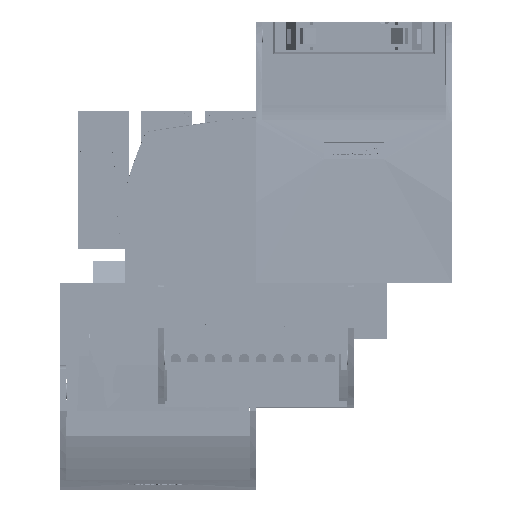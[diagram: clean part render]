
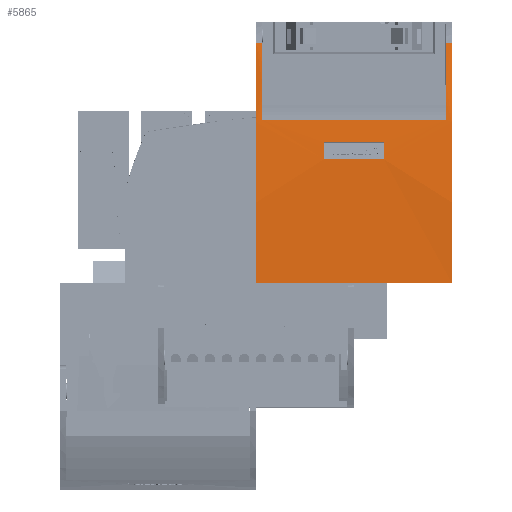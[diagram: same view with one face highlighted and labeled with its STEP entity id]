
A CAD part, top view. The second image highlights one B-rep face of the part: STEP entity #5865.
In plain terms, the highlighted cylindrical face has radius 400 mm (diameter 800 mm), a partial arc.
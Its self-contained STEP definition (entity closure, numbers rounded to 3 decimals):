
#5865 = ADVANCED_FACE( '', ( #12675, #12676 ), #12677, .T. );
#12675 = FACE_OUTER_BOUND( '', #20074, .T. );
#12676 = FACE_BOUND( '', #20075, .T. );
#12677 = CYLINDRICAL_SURFACE( '', #20076, 400. );
#20074 = EDGE_LOOP( '', ( #37845, #37846, #37847, #37848, #37849, #37850, #37851, #37852 ) );
#20075 = EDGE_LOOP( '', ( #37853, #37854, #37855, #37856 ) );
#20076 = AXIS2_PLACEMENT_3D( '', #37857, #37858, #37859 );
#37845 = ORIENTED_EDGE( '', *, *, #48104, .F. );
#37846 = ORIENTED_EDGE( '', *, *, #44817, .T. );
#37847 = ORIENTED_EDGE( '', *, *, #48105, .F. );
#37848 = ORIENTED_EDGE( '', *, *, #47526, .T. );
#37849 = ORIENTED_EDGE( '', *, *, #46033, .T. );
#37850 = ORIENTED_EDGE( '', *, *, #46179, .F. );
#37851 = ORIENTED_EDGE( '', *, *, #42538, .F. );
#37852 = ORIENTED_EDGE( '', *, *, #42797, .T. );
#37853 = ORIENTED_EDGE( '', *, *, #46123, .F. );
#37854 = ORIENTED_EDGE( '', *, *, #43579, .T. );
#37855 = ORIENTED_EDGE( '', *, *, #43424, .T. );
#37856 = ORIENTED_EDGE( '', *, *, #46319, .F. );
#37857 = CARTESIAN_POINT( '', ( 28.5, 363.9, -37. ) );
#37858 = DIRECTION( '', ( -1., 0., 0. ) );
#37859 = DIRECTION( '', ( 0., 0., 1. ) );
#42538 = EDGE_CURVE( '', #50315, #50317, #50318, .T. );
#42797 = EDGE_CURVE( '', #50315, #50761, #50764, .T. );
#43424 = EDGE_CURVE( '', #51817, #51818, #51819, .T. );
#43579 = EDGE_CURVE( '', #52073, #51817, #52074, .T. );
#44817 = EDGE_CURVE( '', #54088, #54086, #54089, .T. );
#46033 = EDGE_CURVE( '', #55892, #55890, #55893, .T. );
#46123 = EDGE_CURVE( '', #52073, #56017, #56018, .T. );
#46179 = EDGE_CURVE( '', #50317, #55890, #56095, .T. );
#46319 = EDGE_CURVE( '', #56017, #51818, #56279, .T. );
#47526 = EDGE_CURVE( '', #57883, #55892, #57886, .T. );
#48104 = EDGE_CURVE( '', #54088, #50761, #58551, .T. );
#48105 = EDGE_CURVE( '', #57883, #54086, #58552, .T. );
#50315 = VERTEX_POINT( '', #62161 );
#50317 = VERTEX_POINT( '', #62163 );
#50318 = CIRCLE( '', #62164, 400. );
#50761 = VERTEX_POINT( '', #62789 );
#50764 = LINE( '', #62792, #62793 );
#51817 = VERTEX_POINT( '', #64661 );
#51818 = VERTEX_POINT( '', #64662 );
#51819 = CIRCLE( '', #64663, 400. );
#52073 = VERTEX_POINT( '', #65059 );
#52074 = LINE( '', #65060, #65061 );
#54086 = VERTEX_POINT( '', #68832 );
#54088 = VERTEX_POINT( '', #68834 );
#54089 = LINE( '', #68835, #68836 );
#55890 = VERTEX_POINT( '', #72055 );
#55892 = VERTEX_POINT( '', #72058 );
#55893 = CIRCLE( '', #72059, 400. );
#56017 = VERTEX_POINT( '', #72236 );
#56018 = CIRCLE( '', #72237, 400. );
#56095 = LINE( '', #72344, #72345 );
#56279 = LINE( '', #72659, #72660 );
#57883 = VERTEX_POINT( '', #75319 );
#57886 = LINE( '', #75323, #75324 );
#58551 = ELLIPSE( '', #76582, 400.015, 400. );
#58552 = ELLIPSE( '', #76583, 400.015, 400. );
#62161 = CARTESIAN_POINT( '', ( 28.5, -29.927, 33. ) );
#62163 = CARTESIAN_POINT( '', ( 28.5, -36.1, -37. ) );
#62164 = AXIS2_PLACEMENT_3D( '', #78290, #78291, #78292 );
#62789 = CARTESIAN_POINT( '', ( 26.778, -29.927, 33. ) );
#62792 = CARTESIAN_POINT( '', ( 28.5, -29.927, 33. ) );
#62793 = VECTOR( '', #78538, 1000. );
#64661 = CARTESIAN_POINT( '', ( -8.75, -34.477, -1.007 ) );
#64662 = CARTESIAN_POINT( '', ( -8.75, -34., 3.938 ) );
#64663 = AXIS2_PLACEMENT_3D( '', #79094, #79095, #79096 );
#65059 = CARTESIAN_POINT( '', ( 8.75, -34.477, -1.007 ) );
#65060 = CARTESIAN_POINT( '', ( 8.75, -34.477, -1.007 ) );
#65061 = VECTOR( '', #79230, 1000. );
#68832 = CARTESIAN_POINT( '', ( -26.807, -33.27, 10.5 ) );
#68834 = CARTESIAN_POINT( '', ( 26.807, -33.27, 10.5 ) );
#68835 = CARTESIAN_POINT( '', ( 26.7, -33.27, 10.5 ) );
#68836 = VECTOR( '', #80328, 1000. );
#72055 = CARTESIAN_POINT( '', ( -28.5, -36.1, -37. ) );
#72058 = CARTESIAN_POINT( '', ( -28.5, -29.927, 33. ) );
#72059 = AXIS2_PLACEMENT_3D( '', #81472, #81473, #81474 );
#72236 = CARTESIAN_POINT( '', ( 8.75, -34., 3.938 ) );
#72237 = AXIS2_PLACEMENT_3D( '', #81546, #81547, #81548 );
#72344 = CARTESIAN_POINT( '', ( 28.5, -36.1, -37. ) );
#72345 = VECTOR( '', #81600, 1000. );
#72659 = CARTESIAN_POINT( '', ( 8.75, -34., 3.938 ) );
#72660 = VECTOR( '', #81699, 1000. );
#75319 = CARTESIAN_POINT( '', ( -26.778, -29.927, 33. ) );
#75323 = CARTESIAN_POINT( '', ( 28.5, -29.927, 33. ) );
#75324 = VECTOR( '', #82718, 1000. );
#76582 = AXIS2_PLACEMENT_3D( '', #83054, #83055, #83056 );
#76583 = AXIS2_PLACEMENT_3D( '', #83057, #83058, #83059 );
#78290 = CARTESIAN_POINT( '', ( 28.5, 363.9, -37. ) );
#78291 = DIRECTION( '', ( 1., 0., 0. ) );
#78292 = DIRECTION( '', ( 0., 1., 0. ) );
#78538 = DIRECTION( '', ( -1., 0., 0. ) );
#79094 = CARTESIAN_POINT( '', ( -8.75, 363.9, -37. ) );
#79095 = DIRECTION( '', ( -1., 0., 0. ) );
#79096 = DIRECTION( '', ( 0., 1., 0. ) );
#79230 = DIRECTION( '', ( -1., 0., 0. ) );
#80328 = DIRECTION( '', ( -1., 0., 0. ) );
#81472 = CARTESIAN_POINT( '', ( -28.5, 363.9, -37. ) );
#81473 = DIRECTION( '', ( 1., 0., 0. ) );
#81474 = DIRECTION( '', ( 0., 1., 0. ) );
#81546 = CARTESIAN_POINT( '', ( 8.75, 363.9, -37. ) );
#81547 = DIRECTION( '', ( -1., 0., 0. ) );
#81548 = DIRECTION( '', ( 0., 1., 0. ) );
#81600 = DIRECTION( '', ( -1., 0., 0. ) );
#81699 = DIRECTION( '', ( -1., 0., 0. ) );
#82718 = DIRECTION( '', ( -1., 0., 0. ) );
#83054 = CARTESIAN_POINT( '', ( 23.341, 363.9, -37. ) );
#83055 = DIRECTION( '', ( -1., -0.009, 0. ) );
#83056 = DIRECTION( '', ( -0.009, 1., 0. ) );
#83057 = CARTESIAN_POINT( '', ( -23.341, 363.9, -37. ) );
#83058 = DIRECTION( '', ( 1., -0.009, 0. ) );
#83059 = DIRECTION( '', ( -0.009, -1., 0. ) );
